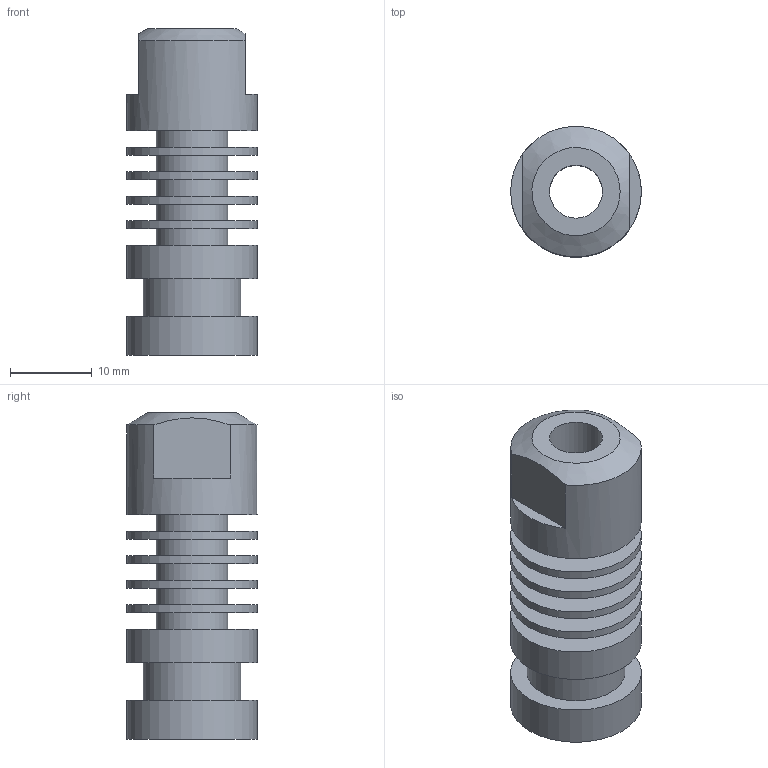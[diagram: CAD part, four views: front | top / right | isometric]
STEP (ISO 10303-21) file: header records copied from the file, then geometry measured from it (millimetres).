
FILE_DESCRIPTION(/* description */ ('Alibre Inc.'),/* implementation_level */ '2;1');
FILE_NAME(/* name */ 'export0',/* time_stamp */ '2015-07-11T13:26:09+12:00',/* author */ (''),/* organization */ (''),/* preprocessor_version */ 'ST-DEVELOPER v14',/* originating_system */ 'Alibre',/* authorisation */ '');
FILE_SCHEMA (('CONFIG_CONTROL_DESIGN'));
Length unit declared in the file: centimetre
Products named in the file (1): ID_1
Bounding box: 16 x 16 x 40 mm (x, y, z)
Volume: 4683.7 mm3; surface area: 4403.8 mm2
Topology: 1 solids, 1 shells, 33 faces, 58 edges, 39 vertices
Faces by surface type: plane 18, cylinder 14, cone 1
Full cylindrical faces by diameter (mm): 6.5 x1, 8.75 x5, 12 x1, 16 x7
Entity records: 749 total; most frequent: CARTESIAN_POINT 107, DIRECTION 106, ORIENTED_EDGE 80, EDGE_LOOP 62, FACE_BOUND 62, AXIS2_PLACEMENT_3D 59, EDGE_CURVE 40, VERTEX_POINT 36
